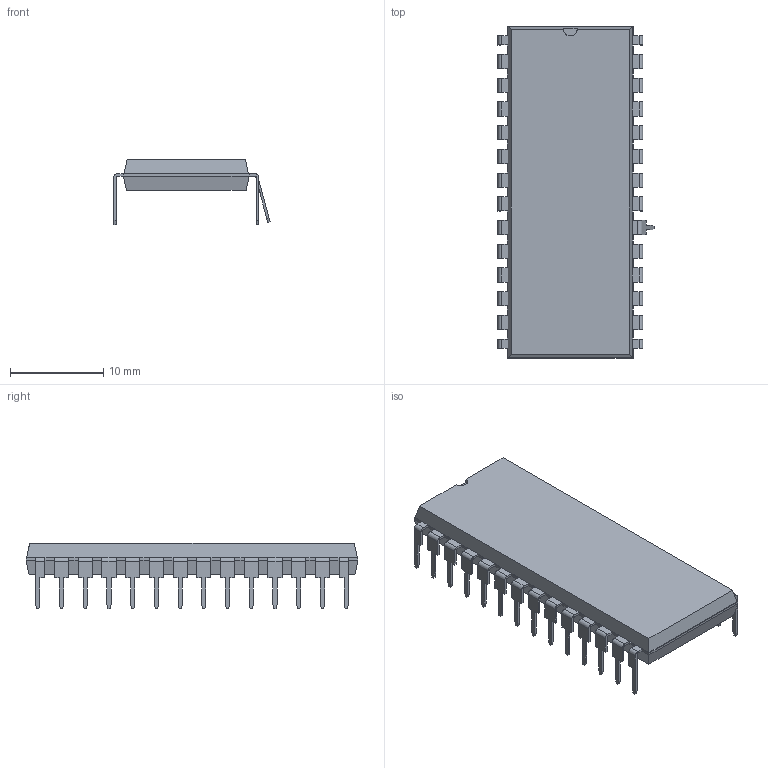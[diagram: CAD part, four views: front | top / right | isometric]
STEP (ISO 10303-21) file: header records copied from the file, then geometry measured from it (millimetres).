
FILE_DESCRIPTION(('FreeCAD Model'),'2;1');
FILE_NAME('Open CASCADE Shape Model','2023-08-24T05:58:22',(''),(''), 'Open CASCADE STEP processor 7.6','FreeCAD','Unknown');
FILE_SCHEMA(('AUTOMOTIVE_DESIGN { 1 0 10303 214 1 1 1 1 }'));
Length unit declared in the file: millimetre
Products named in the file (1): DIP-28-bent-pin-20
Bounding box: 16.72 x 35.56 x 6.98 mm (x, y, z)
Volume: 1559.6 mm3; surface area: 1615.1 mm2
Topology: 1 solids, 1 shells, 493 faces, 1353 edges, 862 vertices
Faces by surface type: plane 396, cylinder 57, bspline 40
Entity records: 19022 total; most frequent: CARTESIAN_POINT 3145, ORIENTED_EDGE 2706, DIRECTION 2364, EDGE_CURVE 1353, LINE 1212, VECTOR 1212, VERTEX_POINT 862, AXIS2_PLACEMENT_3D 576
